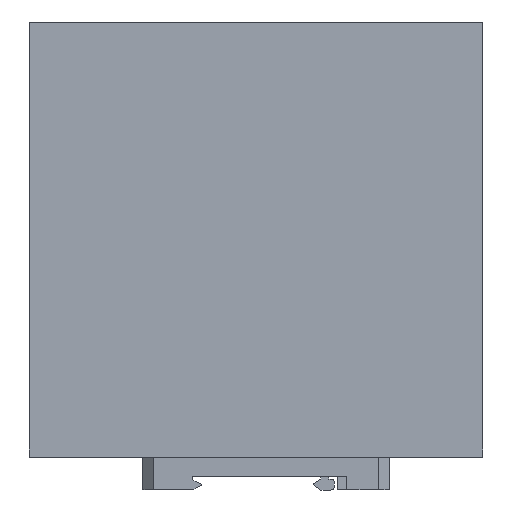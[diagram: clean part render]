
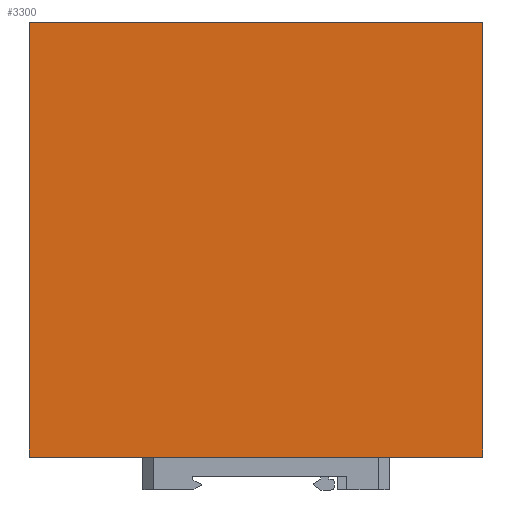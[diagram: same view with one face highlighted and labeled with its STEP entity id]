
A CAD part, left-side view. The second image highlights one B-rep face of the part: STEP entity #3300.
In plain terms, the highlighted planar face has unit normal (-1, 0, 0).
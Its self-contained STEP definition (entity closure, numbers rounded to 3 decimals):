
#3280=AXIS2_PLACEMENT_3D('Plane Axis2P3D',#3277,#3278,#3279) ;
#138=CARTESIAN_POINT('Vertex',(0.,125.,128.9)) ;
#152=CARTESIAN_POINT('Vertex',(0.,125.,9.)) ;
#155=CARTESIAN_POINT('Line Origine',(0.,125.,68.95)) ;
#3176=CARTESIAN_POINT('Line Origine',(0.,62.5,128.9)) ;
#3180=CARTESIAN_POINT('Vertex',(0.,0.,128.9)) ;
#3277=CARTESIAN_POINT('Axis2P3D Location',(0.,125.,129.)) ;
#3282=CARTESIAN_POINT('Line Origine',(0.,62.5,9.)) ;
#3286=CARTESIAN_POINT('Vertex',(0.,0.,9.)) ;
#3289=CARTESIAN_POINT('Line Origine',(0.,0.,68.95)) ;
#156=DIRECTION('Vector Direction',(0.,0.,-1.)) ;
#3177=DIRECTION('Vector Direction',(0.,-1.,0.)) ;
#3278=DIRECTION('Axis2P3D Direction',(1.,-0.,0.)) ;
#3279=DIRECTION('Axis2P3D XDirection',(0.,0.,-1.)) ;
#3283=DIRECTION('Vector Direction',(0.,-1.,0.)) ;
#3290=DIRECTION('Vector Direction',(0.,0.,-1.)) ;
#157=VECTOR('Line Direction',#156,1.) ;
#3178=VECTOR('Line Direction',#3177,1.) ;
#3284=VECTOR('Line Direction',#3283,1.) ;
#3291=VECTOR('Line Direction',#3290,1.) ;
#3295=ORIENTED_EDGE('',*,*,#3182,.F.) ;
#3296=ORIENTED_EDGE('',*,*,#159,.T.) ;
#3297=ORIENTED_EDGE('',*,*,#3288,.T.) ;
#3298=ORIENTED_EDGE('',*,*,#3293,.F.) ;
#3300=ADVANCED_FACE('GEHAEUSE',(#3299),#3281,.F.) ;
#159=EDGE_CURVE('',#139,#153,#158,.T.) ;
#3182=EDGE_CURVE('',#139,#3181,#3179,.T.) ;
#3288=EDGE_CURVE('',#153,#3287,#3285,.T.) ;
#3293=EDGE_CURVE('',#3181,#3287,#3292,.T.) ;
#3294=EDGE_LOOP('',(#3295,#3296,#3297,#3298)) ;
#3299=FACE_OUTER_BOUND('',#3294,.T.) ;
#158=LINE('Line',#155,#157) ;
#3179=LINE('Line',#3176,#3178) ;
#3285=LINE('Line',#3282,#3284) ;
#3292=LINE('Line',#3289,#3291) ;
#3281=PLANE('',#3280) ;
#139=VERTEX_POINT('',#138) ;
#153=VERTEX_POINT('',#152) ;
#3181=VERTEX_POINT('',#3180) ;
#3287=VERTEX_POINT('',#3286) ;
